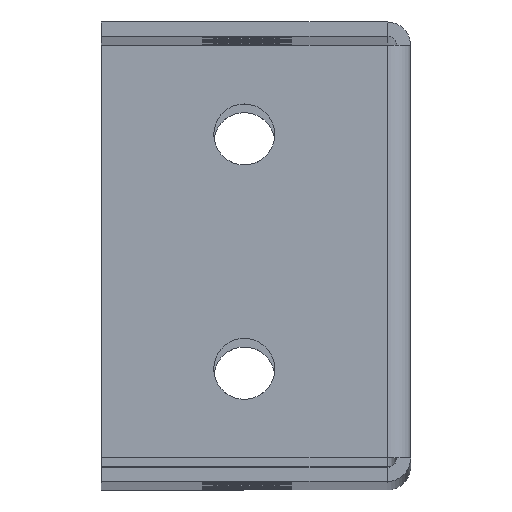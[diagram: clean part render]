
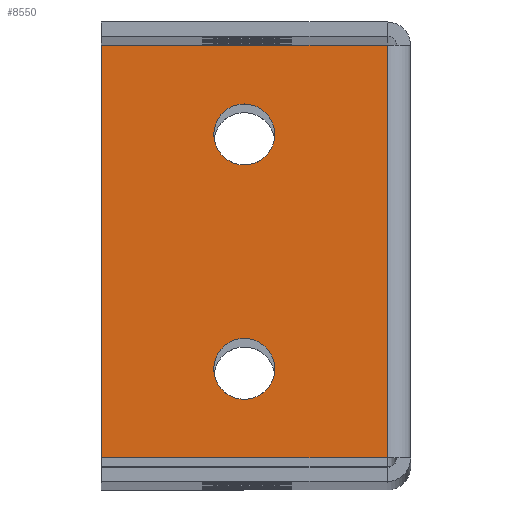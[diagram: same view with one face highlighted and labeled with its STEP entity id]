
A CAD part, top view. The second image highlights one B-rep face of the part: STEP entity #8550.
In plain terms, the highlighted planar face has unit normal (0, 0, 1).
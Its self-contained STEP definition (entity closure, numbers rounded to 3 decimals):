
#130 = AXIS2_PLACEMENT_3D ( 'NONE', #4414, #8700, #9524 ) ;
#184 = VERTEX_POINT ( 'NONE', #2022 ) ;
#395 = DIRECTION ( 'NONE',  ( -1., 0., 0. ) ) ;
#890 = EDGE_CURVE ( 'NONE', #184, #9871, #9690, .T. ) ;
#919 = VERTEX_POINT ( 'NONE', #10419 ) ;
#1061 = ORIENTED_EDGE ( 'NONE', *, *, #11862, .T. ) ;
#1361 = LINE ( 'NONE', #12716, #3852 ) ;
#1445 = VECTOR ( 'NONE', #2897, 1000. ) ;
#2021 = FACE_BOUND ( 'NONE', #4111, .T. ) ;
#2022 = CARTESIAN_POINT ( 'NONE',  ( 7.5, -37., 526.5 ) ) ;
#2632 = DIRECTION ( 'NONE',  ( 1., 0., 0. ) ) ;
#2733 = EDGE_CURVE ( 'NONE', #9871, #184, #11227, .T. ) ;
#2840 = FACE_BOUND ( 'NONE', #6059, .T. ) ;
#2897 = DIRECTION ( 'NONE',  ( 0., -1., 0. ) ) ;
#2944 = AXIS2_PLACEMENT_3D ( 'NONE', #10126, #7058, #11142 ) ;
#3041 = DIRECTION ( 'NONE',  ( 0., 0., -1. ) ) ;
#3197 = AXIS2_PLACEMENT_3D ( 'NONE', #7196, #3041, #9432 ) ;
#3376 = EDGE_CURVE ( 'NONE', #4227, #8409, #3858, .T. ) ;
#3425 = CARTESIAN_POINT ( 'NONE',  ( -11., -2.5, 526.5 ) ) ;
#3616 = ORIENTED_EDGE ( 'NONE', *, *, #5390, .T. ) ;
#3638 = CIRCLE ( 'NONE', #3197, 3.25 ) ;
#3785 = CARTESIAN_POINT ( 'NONE',  ( 0., -2.5, 526.5 ) ) ;
#3852 = VECTOR ( 'NONE', #9797, 1000. ) ;
#3858 = LINE ( 'NONE', #11947, #6897 ) ;
#4111 = EDGE_LOOP ( 'NONE', ( #8560, #4268 ) ) ;
#4227 = VERTEX_POINT ( 'NONE', #8996 ) ;
#4268 = ORIENTED_EDGE ( 'NONE', *, *, #890, .T. ) ;
#4414 = CARTESIAN_POINT ( 'NONE',  ( 4.25, -37., 526.5 ) ) ;
#5390 = EDGE_CURVE ( 'NONE', #6244, #919, #7634, .T. ) ;
#5669 = CARTESIAN_POINT ( 'NONE',  ( 19.5, -2.5, 526.5 ) ) ;
#5703 = DIRECTION ( 'NONE',  ( 0., 0., -1. ) ) ;
#5836 = LINE ( 'NONE', #3785, #11896 ) ;
#6059 = EDGE_LOOP ( 'NONE', ( #10305, #3616 ) ) ;
#6244 = VERTEX_POINT ( 'NONE', #11652 ) ;
#6787 = CARTESIAN_POINT ( 'NONE',  ( 19.5, -46.5, 526.5 ) ) ;
#6897 = VECTOR ( 'NONE', #2632, 1000. ) ;
#6993 = PLANE ( 'NONE',  #2944 ) ;
#7058 = DIRECTION ( 'NONE',  ( 0., 0., -1. ) ) ;
#7134 = FACE_OUTER_BOUND ( 'NONE', #7468, .T. ) ;
#7196 = CARTESIAN_POINT ( 'NONE',  ( 4.25, -12., 526.5 ) ) ;
#7444 = VERTEX_POINT ( 'NONE', #3425 ) ;
#7468 = EDGE_LOOP ( 'NONE', ( #11623, #1061, #12109, #10418 ) ) ;
#7487 = VERTEX_POINT ( 'NONE', #5669 ) ;
#7604 = CARTESIAN_POINT ( 'NONE',  ( 4.25, -12., 526.5 ) ) ;
#7634 = CIRCLE ( 'NONE', #11333, 3.25 ) ;
#8409 = VERTEX_POINT ( 'NONE', #6787 ) ;
#8550 = ADVANCED_FACE ( 'NONE', ( #2021, #2840, #7134 ), #6993, .F. ) ;
#8560 = ORIENTED_EDGE ( 'NONE', *, *, #2733, .T. ) ;
#8700 = DIRECTION ( 'NONE',  ( 0., 0., -1. ) ) ;
#8973 = EDGE_CURVE ( 'NONE', #7444, #4227, #10866, .T. ) ;
#8996 = CARTESIAN_POINT ( 'NONE',  ( -11., -46.5, 526.5 ) ) ;
#9432 = DIRECTION ( 'NONE',  ( -1., 0., 0. ) ) ;
#9524 = DIRECTION ( 'NONE',  ( -1., 0., 0. ) ) ;
#9690 = CIRCLE ( 'NONE', #11390, 3.25 ) ;
#9797 = DIRECTION ( 'NONE',  ( 0., -1., 0. ) ) ;
#9871 = VERTEX_POINT ( 'NONE', #11034 ) ;
#9986 = DIRECTION ( 'NONE',  ( -1., 0., 0. ) ) ;
#10126 = CARTESIAN_POINT ( 'NONE',  ( 0., 0., 526.5 ) ) ;
#10305 = ORIENTED_EDGE ( 'NONE', *, *, #11880, .T. ) ;
#10418 = ORIENTED_EDGE ( 'NONE', *, *, #3376, .T. ) ;
#10419 = CARTESIAN_POINT ( 'NONE',  ( 1., -12., 526.5 ) ) ;
#10814 = DIRECTION ( 'NONE',  ( -1., 0., 0. ) ) ;
#10866 = LINE ( 'NONE', #13434, #1445 ) ;
#11034 = CARTESIAN_POINT ( 'NONE',  ( 1., -37., 526.5 ) ) ;
#11142 = DIRECTION ( 'NONE',  ( -1., 0., 0. ) ) ;
#11227 = CIRCLE ( 'NONE', #130, 3.25 ) ;
#11333 = AXIS2_PLACEMENT_3D ( 'NONE', #7604, #11750, #395 ) ;
#11390 = AXIS2_PLACEMENT_3D ( 'NONE', #12837, #5703, #10814 ) ;
#11623 = ORIENTED_EDGE ( 'NONE', *, *, #13110, .F. ) ;
#11652 = CARTESIAN_POINT ( 'NONE',  ( 7.5, -12., 526.5 ) ) ;
#11750 = DIRECTION ( 'NONE',  ( 0., 0., -1. ) ) ;
#11862 = EDGE_CURVE ( 'NONE', #7487, #7444, #5836, .T. ) ;
#11880 = EDGE_CURVE ( 'NONE', #919, #6244, #3638, .T. ) ;
#11896 = VECTOR ( 'NONE', #9986, 1000. ) ;
#11947 = CARTESIAN_POINT ( 'NONE',  ( 0., -46.5, 526.5 ) ) ;
#12109 = ORIENTED_EDGE ( 'NONE', *, *, #8973, .T. ) ;
#12716 = CARTESIAN_POINT ( 'NONE',  ( 19.5, -46.5, 526.5 ) ) ;
#12837 = CARTESIAN_POINT ( 'NONE',  ( 4.25, -37., 526.5 ) ) ;
#13110 = EDGE_CURVE ( 'NONE', #7487, #8409, #1361, .T. ) ;
#13434 = CARTESIAN_POINT ( 'NONE',  ( -11., 0., 526.5 ) ) ;
